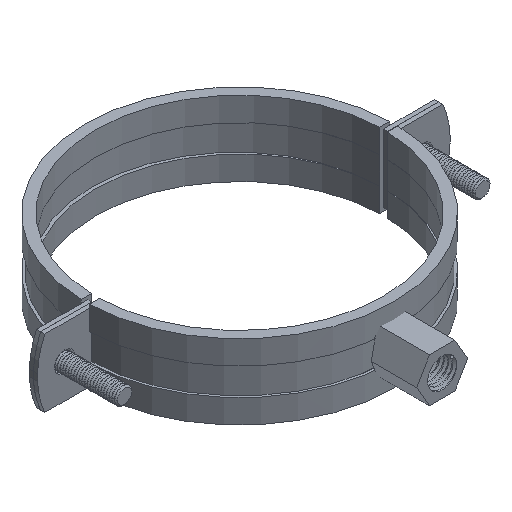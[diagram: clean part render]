
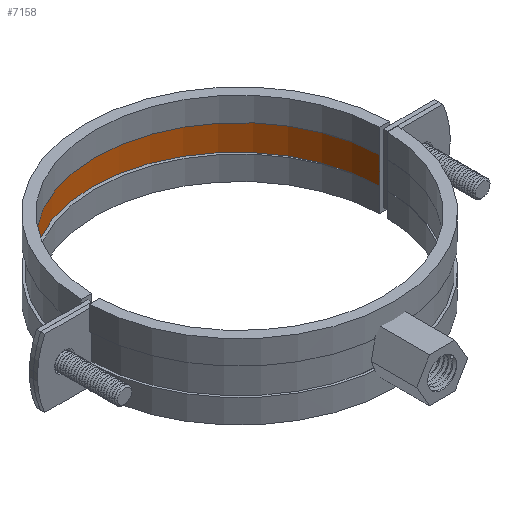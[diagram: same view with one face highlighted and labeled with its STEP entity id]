
A CAD part, isometric view. The second image highlights one B-rep face of the part: STEP entity #7158.
In plain terms, the highlighted cylindrical face has radius 42.384 mm (diameter 84.767 mm), a partial arc.
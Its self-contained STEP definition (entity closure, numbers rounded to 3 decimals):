
#265 = VERTEX_POINT ( 'NONE', #8095 ) ;
#376 = ORIENTED_EDGE ( 'NONE', *, *, #11350, .T. ) ;
#1065 = DIRECTION ( 'NONE',  ( 0., 0., -1. ) ) ;
#1263 = AXIS2_PLACEMENT_3D ( 'NONE', #6410, #8796, #3514 ) ;
#1587 = DIRECTION ( 'NONE',  ( 0., 0., 1. ) ) ;
#1703 = ORIENTED_EDGE ( 'NONE', *, *, #4444, .F. ) ;
#1838 = ORIENTED_EDGE ( 'NONE', *, *, #8720, .T. ) ;
#1949 = CARTESIAN_POINT ( 'NONE',  ( 18.301, 1.2, 111.125 ) ) ;
#2112 = DIRECTION ( 'NONE',  ( 1., 0., 0. ) ) ;
#2473 = DIRECTION ( 'NONE',  ( -1., 0., 0. ) ) ;
#3206 = VERTEX_POINT ( 'NONE', #5216 ) ;
#3223 = DIRECTION ( 'NONE',  ( 0., 0., -1. ) ) ;
#3483 = VERTEX_POINT ( 'NONE', #9505 ) ;
#3514 = DIRECTION ( 'NONE',  ( -1., 0., 0. ) ) ;
#4334 = CARTESIAN_POINT ( 'NONE',  ( 60.684, 0.96, 14. ) ) ;
#4419 = EDGE_LOOP ( 'NONE', ( #1703, #8254, #376, #1838 ) ) ;
#4444 = EDGE_CURVE ( 'NONE', #6444, #3483, #10661, .T. ) ;
#5216 = CARTESIAN_POINT ( 'NONE',  ( 18.301, 1.2, 14. ) ) ;
#5363 = CIRCLE ( 'NONE', #9435, 42.384 ) ;
#6294 = CARTESIAN_POINT ( 'NONE',  ( 103.067, 1.2, 111.125 ) ) ;
#6405 = DIRECTION ( 'NONE',  ( 0., 0., -1. ) ) ;
#6410 = CARTESIAN_POINT ( 'NONE',  ( 60.684, 0.96, 111.125 ) ) ;
#6444 = VERTEX_POINT ( 'NONE', #10279 ) ;
#7158 = ADVANCED_FACE ( 'NONE', ( #7281 ), #8160, .F. ) ;
#7281 = FACE_OUTER_BOUND ( 'NONE', #4419, .T. ) ;
#8095 = CARTESIAN_POINT ( 'NONE',  ( 18.301, 1.2, 6. ) ) ;
#8160 = CYLINDRICAL_SURFACE ( 'NONE', #1263, 42.384 ) ;
#8254 = ORIENTED_EDGE ( 'NONE', *, *, #10284, .T. ) ;
#8341 = LINE ( 'NONE', #1949, #9397 ) ;
#8462 = CIRCLE ( 'NONE', #9948, 42.384 ) ;
#8720 = EDGE_CURVE ( 'NONE', #265, #3483, #5363, .T. ) ;
#8796 = DIRECTION ( 'NONE',  ( 0., 0., -1. ) ) ;
#9397 = VECTOR ( 'NONE', #1065, 1000. ) ;
#9429 = CARTESIAN_POINT ( 'NONE',  ( 60.684, 0.96, 6. ) ) ;
#9435 = AXIS2_PLACEMENT_3D ( 'NONE', #9429, #3223, #2112 ) ;
#9505 = CARTESIAN_POINT ( 'NONE',  ( 103.067, 1.2, 6. ) ) ;
#9948 = AXIS2_PLACEMENT_3D ( 'NONE', #4334, #1587, #2473 ) ;
#10279 = CARTESIAN_POINT ( 'NONE',  ( 103.067, 1.2, 14. ) ) ;
#10284 = EDGE_CURVE ( 'NONE', #6444, #3206, #8462, .T. ) ;
#10441 = VECTOR ( 'NONE', #6405, 1000. ) ;
#10661 = LINE ( 'NONE', #6294, #10441 ) ;
#11350 = EDGE_CURVE ( 'NONE', #3206, #265, #8341, .T. ) ;
